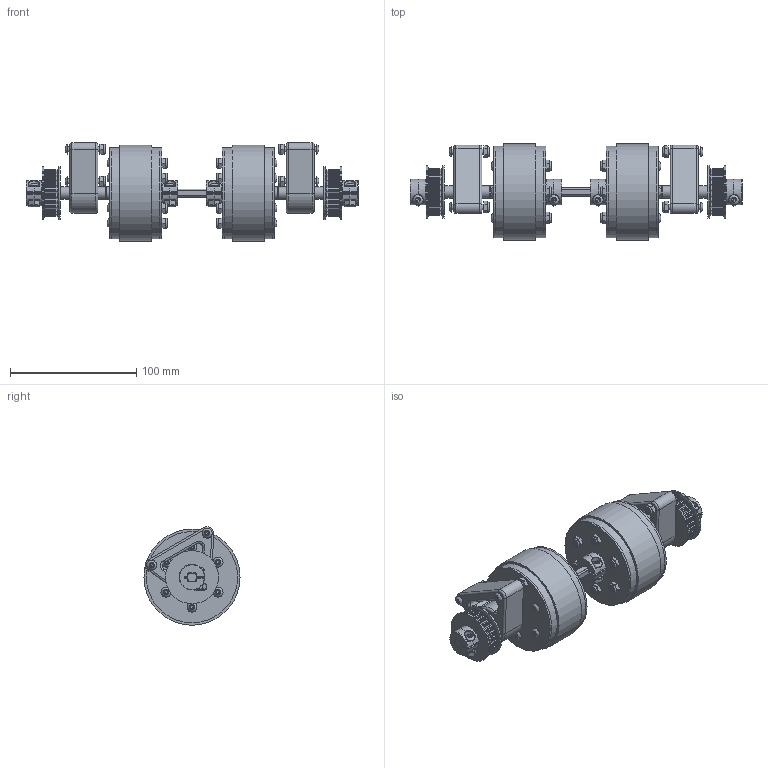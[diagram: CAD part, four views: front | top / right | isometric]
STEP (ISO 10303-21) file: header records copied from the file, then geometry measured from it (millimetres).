
FILE_DESCRIPTION(/* description */ (''),/* implementation_level */ '2;1');
FILE_NAME(/* name */ 'Wheel Assembly_.step',/* time_stamp */ '2024-06-27T21:20:24-05:00',/* author */ (''),/* organization */ (''),/* preprocessor_version */ 'ST-DEVELOPER v20',/* originating_system */ 'Autodesk Translation Framework v13.14.0.145',/* authorisation */ '');
FILE_SCHEMA (('AUTOMOTIVE_DESIGN { 1 0 10303 214 3 1 1 }'));
Length unit declared in the file: inch
Products named in the file (22): Flywheel Assembly; Bearing Block 02; Component2; Component2(Mirror); Ball Bearing Pillow Block_4668K244_Permanently Lubricated Stainless S
teel Ball Bearing; 276-3524; Spacer HS v1; 24T_9mm_PLA 5mm HTD Pulley High Strength; Flywheel Wheel; 3 OD Straight Flex Wheel (217-6447); Circle Poly Pt 2; Screw Star v1; Spacer HS v1 (1); Flywheel Wheel v4(Mirror); Circle Poly Pt 2 v4(Mirror); 3 OD Straight Flex Wheel (217-6447) v2(Mirror); Screw Star v1(Mirror); Nut Thin Nylock v1(Mirror); HS Clamping Shaft Collar, Screw; Screw Star v1_1; Spacer HS v1 (2); Nut Thin Nylock
Assembly tree (58 placements, depth 3):
  Flywheel Assembly
    Bearing Block 02
      Ball Bearing Pillow Block_4668K244_Permanently Lubricated Stainless S
teel Ball Bearing
      Component2
    Component2(Mirror)
    Ball Bearing Pillow Block_4668K244_Permanently Lubricated Stainless S
teel Ball Bearing
    276-3524
    Spacer HS v1  x2
    24T_9mm_PLA 5mm HTD Pulley High Strength  x2
    HS Clamping Shaft Collar, Screw  x4
    Spacer HS v1 (1)  x2
    Flywheel Wheel
      Circle Poly Pt 2  x2
      3 OD Straight Flex Wheel (217-6447)
      Screw Star v1  x6
      Nut Thin Nylock  x6
    Flywheel Wheel v4(Mirror)
      Circle Poly Pt 2 v4(Mirror)  x2
      3 OD Straight Flex Wheel (217-6447) v2(Mirror)
      Screw Star v1(Mirror)  x6
      Nut Thin Nylock v1(Mirror)  x6
    Screw Star v1_1  x4
    Nut Thin Nylock  x4
    Spacer HS v1 (2)  x2
Bounding box: 263.29 x 76.2 x 78.04 mm (x, y, z)
Volume: 392411.4 mm3; surface area: 201342.9 mm2
Topology: 87 solids, 87 shells, 3031 faces, 7613 edges, 4763 vertices
Faces by surface type: cylinder 1678, plane 672, torus 290, cone 192, bspline 104, sphere 95
Full cylindrical faces by diameter (mm): 3.391 x36, 4.166 x20, 4.2 x8, 4.305 x60, 4.648 x4, 5.588 x20, 7.874 x16, 7.925 x20, 8 x2, 8.382 x4, 10 x6, 11.5 x8, 12.7 x2, 19.667 x8, 22 x2, 22.5 x2, 28 x2, 42 x4, 72.39 x8, 76.2 x2
Entity records: 44453 total; most frequent: CARTESIAN_POINT 9405, DIRECTION 7894, ORIENTED_EDGE 6862, EDGE_CURVE 3431, AXIS2_PLACEMENT_3D 3244, VERTEX_POINT 2200, CIRCLE 1844, EDGE_LOOP 1557
